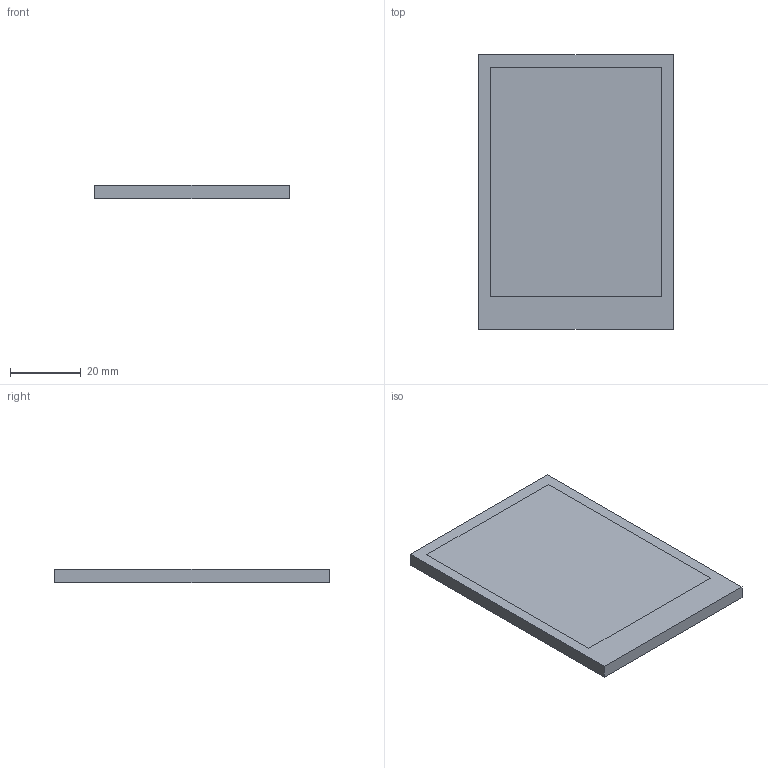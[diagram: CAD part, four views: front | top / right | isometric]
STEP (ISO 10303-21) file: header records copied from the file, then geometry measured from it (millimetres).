
FILE_DESCRIPTION(('FreeCAD Model'),'2;1');
FILE_NAME('lcd.step', '2020-10-17T10:21:37',('Author'),(''), 'Open CASCADE STEP processor 7.4','FreeCAD','Unknown');
FILE_SCHEMA(('AUTOMOTIVE_DESIGN { 1 0 10303 214 1 1 1 1 }'));
Length unit declared in the file: millimetre
Products named in the file (3): ER_TFT032_3_1; Body001; Body
Assembly tree (2 placements, depth 2):
  ER_TFT032_3_1
    Body001
    Body
Bounding box: 55.04 x 77.7 x 3.75 mm (x, y, z)
Volume: 16037.3 mm3; surface area: 16300.9 mm2
Topology: 2 solids, 2 shells, 17 faces, 36 edges, 24 vertices
Faces by surface type: plane 17
Entity records: 984 total; most frequent: CARTESIAN_POINT 152, DIRECTION 148, LINE 108, VECTOR 108, ORIENTED_EDGE 72, PCURVE 72, DEFINITIONAL_REPRESENTATION 72, EDGE_CURVE 36
